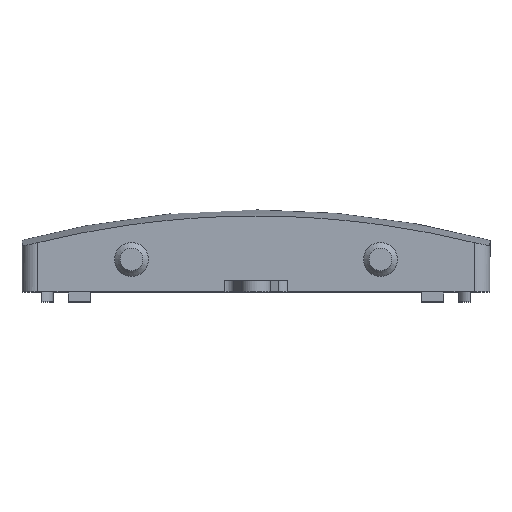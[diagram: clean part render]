
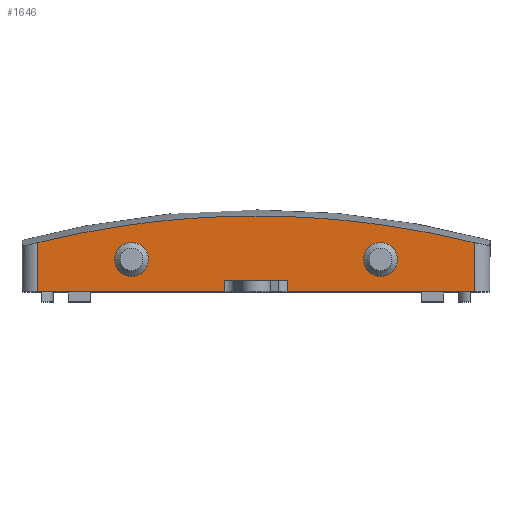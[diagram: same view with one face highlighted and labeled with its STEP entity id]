
A CAD part, top view. The second image highlights one B-rep face of the part: STEP entity #1646.
In plain terms, the highlighted planar face has unit normal (0, 0, 1).
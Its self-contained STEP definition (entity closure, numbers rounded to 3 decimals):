
#147 = DIRECTION ( 'NONE',  ( -1., 0., 0. ) ) ;
#148 = CARTESIAN_POINT ( 'NONE',  ( 3.2, 0.5, 0. ) ) ;
#218 = DIRECTION ( 'NONE',  ( 1., 0., 0. ) ) ;
#219 = DIRECTION ( 'NONE',  ( 0., 0., 1. ) ) ;
#220 = CARTESIAN_POINT ( 'NONE',  ( 3.2, 17.001, 0. ) ) ;
#221 = PLANE ( 'NONE',  #3214 ) ;
#732 = ORIENTED_EDGE ( 'NONE', *, *, #1759, .T. ) ;
#733 = ORIENTED_EDGE ( 'NONE', *, *, #1629, .F. ) ;
#734 = ORIENTED_EDGE ( 'NONE', *, *, #1757, .T. ) ;
#735 = ORIENTED_EDGE ( 'NONE', *, *, #1758, .T. ) ;
#736 = ORIENTED_EDGE ( 'NONE', *, *, #1756, .F. ) ;
#737 = ORIENTED_EDGE ( 'NONE', *, *, #1755, .T. ) ;
#738 = ORIENTED_EDGE ( 'NONE', *, *, #1844, .F. ) ;
#739 = ORIENTED_EDGE ( 'NONE', *, *, #1752, .F. ) ;
#828 = EDGE_LOOP ( 'NONE', ( #739, #737, #738, #736, #734, #735, #733, #732 ) ) ;
#1167 = LINE ( 'NONE', #148, #3181 ) ;
#1192 = FACE_OUTER_BOUND ( 'NONE', #828, .T. ) ;
#1316 = LINE ( 'NONE', #2328, #2158 ) ;
#1318 = LINE ( 'NONE', #2832, #2150 ) ;
#1319 = LINE ( 'NONE', #2860, #2148 ) ;
#1320 = LINE ( 'NONE', #3096, #2141 ) ;
#1321 = LINE ( 'NONE', #3084, #2140 ) ;
#1379 = LINE ( 'NONE', #2541, #1478 ) ;
#1478 = VECTOR ( 'NONE', #2540, 1000. ) ;
#1629 = EDGE_CURVE ( 'NONE', #2022, #2019, #1167, .T. ) ;
#1646 = ADVANCED_FACE ( 'NONE', ( #1192 ), #221, .T. ) ;
#1752 = EDGE_CURVE ( 'NONE', #1972, #1985, #1316, .T. ) ;
#1755 = EDGE_CURVE ( 'NONE', #1972, #2006, #1318, .T. ) ;
#1756 = EDGE_CURVE ( 'NONE', #2011, #2062, #1319, .T. ) ;
#1757 = EDGE_CURVE ( 'NONE', #2011, #1910, #2145, .T. ) ;
#1758 = EDGE_CURVE ( 'NONE', #1910, #2019, #1320, .T. ) ;
#1759 = EDGE_CURVE ( 'NONE', #2022, #1985, #1321, .T. ) ;
#1844 = EDGE_CURVE ( 'NONE', #2062, #2006, #1379, .T. ) ;
#1910 = VERTEX_POINT ( 'NONE', #2924 ) ;
#1972 = VERTEX_POINT ( 'NONE', #2756 ) ;
#1985 = VERTEX_POINT ( 'NONE', #2760 ) ;
#2006 = VERTEX_POINT ( 'NONE', #2728 ) ;
#2011 = VERTEX_POINT ( 'NONE', #2724 ) ;
#2019 = VERTEX_POINT ( 'NONE', #2401 ) ;
#2022 = VERTEX_POINT ( 'NONE', #2424 ) ;
#2062 = VERTEX_POINT ( 'NONE', #2472 ) ;
#2140 = VECTOR ( 'NONE', #3074, 1000. ) ;
#2141 = VECTOR ( 'NONE', #3095, 1000. ) ;
#2142 = AXIS2_PLACEMENT_3D ( 'NONE', #2847, #3118, #3116 ) ;
#2145 = CIRCLE ( 'NONE', #2142, 182.727 ) ;
#2148 = VECTOR ( 'NONE', #2845, 1000. ) ;
#2150 = VECTOR ( 'NONE', #2833, 1000. ) ;
#2158 = VECTOR ( 'NONE', #3090, 1000. ) ;
#2328 = CARTESIAN_POINT ( 'NONE',  ( 42., 2.75, 0. ) ) ;
#2401 = CARTESIAN_POINT ( 'NONE',  ( 3.2, 0.5, 0. ) ) ;
#2424 = CARTESIAN_POINT ( 'NONE',  ( 40.688, 0.5, 0. ) ) ;
#2472 = CARTESIAN_POINT ( 'NONE',  ( 90.8, 0.5, 0. ) ) ;
#2540 = DIRECTION ( 'NONE',  ( -1., 0., 0. ) ) ;
#2541 = CARTESIAN_POINT ( 'NONE',  ( 3.2, 0.5, 0. ) ) ;
#2724 = CARTESIAN_POINT ( 'NONE',  ( 90.8, 10.383, 0. ) ) ;
#2728 = CARTESIAN_POINT ( 'NONE',  ( 53.312, 0.5, 0. ) ) ;
#2756 = CARTESIAN_POINT ( 'NONE',  ( 53.312, 2.75, 0. ) ) ;
#2760 = CARTESIAN_POINT ( 'NONE',  ( 40.688, 2.75, 0. ) ) ;
#2832 = CARTESIAN_POINT ( 'NONE',  ( 53.312, 0.5, 0. ) ) ;
#2833 = DIRECTION ( 'NONE',  ( 0., -1., 0. ) ) ;
#2845 = DIRECTION ( 'NONE',  ( 0., -1., 0. ) ) ;
#2847 = CARTESIAN_POINT ( 'NONE',  ( 47., -167.017, 0. ) ) ;
#2860 = CARTESIAN_POINT ( 'NONE',  ( 90.8, 17.001, 0. ) ) ;
#2924 = CARTESIAN_POINT ( 'NONE',  ( 3.2, 10.383, 0. ) ) ;
#3074 = DIRECTION ( 'NONE',  ( 0., 1., 0. ) ) ;
#3084 = CARTESIAN_POINT ( 'NONE',  ( 40.688, 17.001, 0. ) ) ;
#3090 = DIRECTION ( 'NONE',  ( -1., 0., 0. ) ) ;
#3095 = DIRECTION ( 'NONE',  ( 0., -1., 0. ) ) ;
#3096 = CARTESIAN_POINT ( 'NONE',  ( 3.2, 17.001, 0. ) ) ;
#3116 = DIRECTION ( 'NONE',  ( 1., 0., 0. ) ) ;
#3118 = DIRECTION ( 'NONE',  ( 0., 0., 1. ) ) ;
#3181 = VECTOR ( 'NONE', #147, 1000. ) ;
#3214 = AXIS2_PLACEMENT_3D ( 'NONE', #220, #219, #218 ) ;
